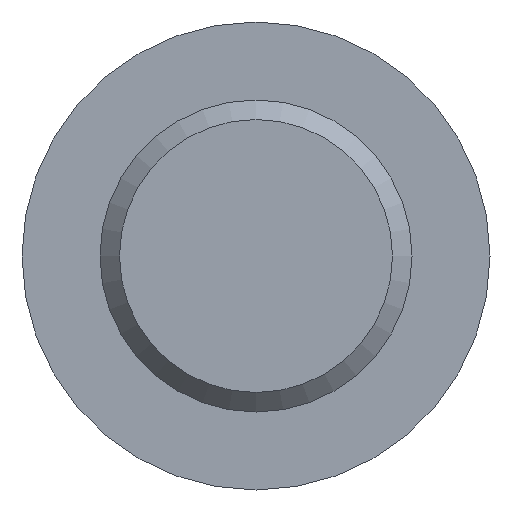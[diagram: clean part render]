
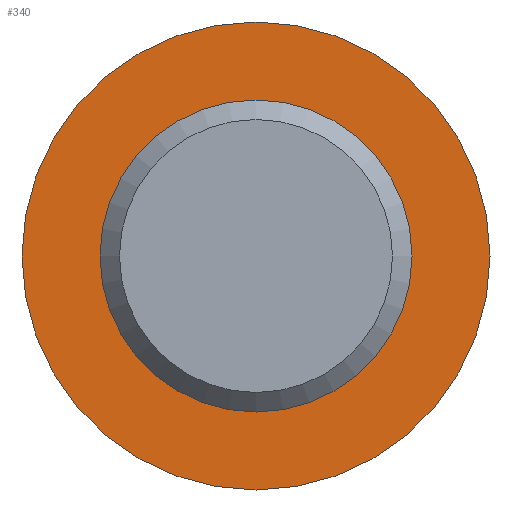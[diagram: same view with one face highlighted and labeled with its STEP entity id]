
A CAD part, front view. The second image highlights one B-rep face of the part: STEP entity #340.
In plain terms, the highlighted planar face has unit normal (0, -1, 0).
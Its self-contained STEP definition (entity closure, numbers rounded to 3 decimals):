
#47 = VERTEX_POINT ( 'NONE', #215 ) ;
#55 = VERTEX_POINT ( 'NONE', #352 ) ;
#62 = CIRCLE ( 'NONE', #482, 10. ) ;
#92 = DIRECTION ( 'NONE',  ( 0., -1., 0. ) ) ;
#96 = EDGE_CURVE ( 'NONE', #55, #55, #128, .T. ) ;
#101 = EDGE_LOOP ( 'NONE', ( #134 ) ) ;
#104 = PLANE ( 'NONE',  #359 ) ;
#128 = CIRCLE ( 'NONE', #265, 15. ) ;
#134 = ORIENTED_EDGE ( 'NONE', *, *, #228, .F. ) ;
#149 = FACE_BOUND ( 'NONE', #101, .T. ) ;
#151 = DIRECTION ( 'NONE',  ( 0., 0., -1. ) ) ;
#193 = EDGE_LOOP ( 'NONE', ( #486 ) ) ;
#215 = CARTESIAN_POINT ( 'NONE',  ( 0., 130., -10. ) ) ;
#228 = EDGE_CURVE ( 'NONE', #47, #47, #62, .T. ) ;
#230 = DIRECTION ( 'NONE',  ( 0., 1., 0. ) ) ;
#265 = AXIS2_PLACEMENT_3D ( 'NONE', #378, #417, #151 ) ;
#304 = CARTESIAN_POINT ( 'NONE',  ( 0., 130., 0. ) ) ;
#324 = FACE_OUTER_BOUND ( 'NONE', #193, .T. ) ;
#340 = ADVANCED_FACE ( 'NONE', ( #149, #324 ), #104, .F. ) ;
#352 = CARTESIAN_POINT ( 'NONE',  ( 0., 130., -15. ) ) ;
#359 = AXIS2_PLACEMENT_3D ( 'NONE', #451, #230, #400 ) ;
#378 = CARTESIAN_POINT ( 'NONE',  ( 0., 130., 0. ) ) ;
#400 = DIRECTION ( 'NONE',  ( 0., 0., 1. ) ) ;
#417 = DIRECTION ( 'NONE',  ( 0., -1., 0. ) ) ;
#451 = CARTESIAN_POINT ( 'NONE',  ( -10., 130., 0. ) ) ;
#476 = DIRECTION ( 'NONE',  ( 0., 0., -1. ) ) ;
#482 = AXIS2_PLACEMENT_3D ( 'NONE', #304, #92, #476 ) ;
#486 = ORIENTED_EDGE ( 'NONE', *, *, #96, .T. ) ;
